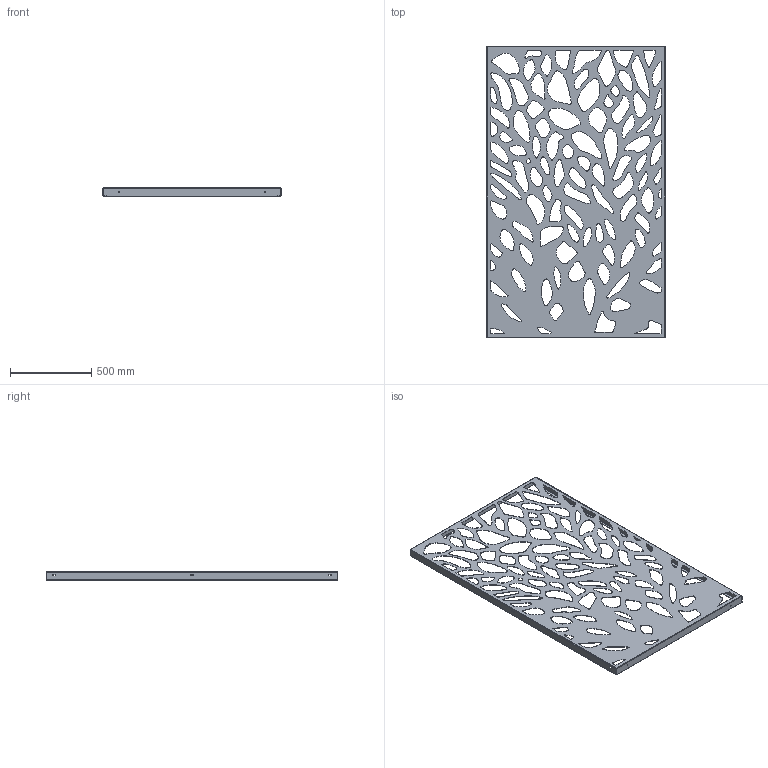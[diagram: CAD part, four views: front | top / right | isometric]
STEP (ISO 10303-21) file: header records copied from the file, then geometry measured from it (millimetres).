
FILE_DESCRIPTION (( 'STEP AP214' ), '1' );
FILE_NAME ('CPA09.STEP', '2021-03-24T10:13:41', ( '' ), ( '' ), 'SwSTEP 2.0', 'SolidWorks 2020', '' );
FILE_SCHEMA (( 'AUTOMOTIVE_DESIGN' ));
Length unit declared in the file: millimetre
Products named in the file (1): CPA09
Bounding box: 1100 x 1800 x 50 mm (x, y, z)
Volume: 3123923.3 mm3; surface area: 3203218.8 mm2
Topology: 1 solids, 1 shells, 616 faces, 1794 edges, 1180 vertices
Faces by surface type: bspline 493, plane 86, cylinder 37
Entity records: 26467 total; most frequent: CARTESIAN_POINT 13117, ORIENTED_EDGE 3588, EDGE_CURVE 1794, VERTEX_POINT 1180, DIRECTION 1109, B_SPLINE_CURVE_WITH_KNOTS 991, EDGE_LOOP 844, LINE 745
